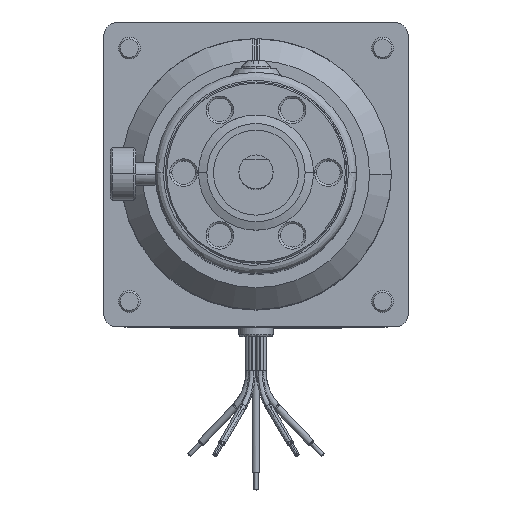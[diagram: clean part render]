
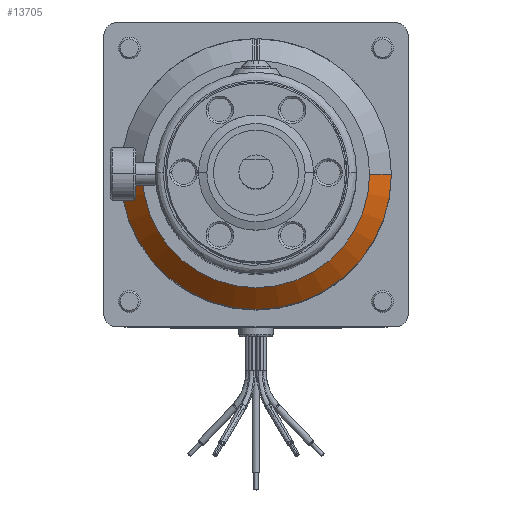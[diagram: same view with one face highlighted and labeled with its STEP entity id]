
A CAD part, top view. The second image highlights one B-rep face of the part: STEP entity #13705.
In plain terms, the highlighted conical face has half-angle 45 degrees and reference radius 25.209 mm.
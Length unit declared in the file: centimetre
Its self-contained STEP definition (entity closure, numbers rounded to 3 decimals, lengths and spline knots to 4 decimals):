
#12075 = AXIS2_PLACEMENT_3D ( 'NONE', #46259, #46260, #46262 ) ;
#12077 = AXIS2_PLACEMENT_3D ( 'NONE', #46268, #46270, #46272 ) ;
#13705 = ADVANCED_FACE ( 'NONE', ( #29656 ), #29672, .T. ) ;
#14811 = ORIENTED_EDGE ( 'NONE', *, *, #91532, .F. ) ;
#15277 = ORIENTED_EDGE ( 'NONE', *, *, #91542, .T. ) ;
#15632 = ORIENTED_EDGE ( 'NONE', *, *, #91543, .T. ) ;
#15761 = ORIENTED_EDGE ( 'NONE', *, *, #91544, .T. ) ;
#20437 = AXIS2_PLACEMENT_3D ( 'NONE', #40806, #40804, #40802 ) ;
#29656 = FACE_OUTER_BOUND ( 'NONE', #53372, .T. ) ;
#29672 = CONICAL_SURFACE ( 'NONE', #20437, 2.521, 0.785 ) ;
#40802 = DIRECTION ( 'NONE',  ( -1., 0., 0. ) ) ;
#40804 = DIRECTION ( 'NONE',  ( 0., 0., -1. ) ) ;
#40806 = CARTESIAN_POINT ( 'NONE',  ( 0., 0., -16.1569 ) ) ;
#42562 = CARTESIAN_POINT ( 'NONE',  ( 2.1145, 0., -15.7505 ) ) ;
#43205 = CARTESIAN_POINT ( 'NONE',  ( -2.1145, 0., -15.7505 ) ) ;
#43417 = CARTESIAN_POINT ( 'NONE',  ( 2.521, 0., -16.1569 ) ) ;
#43484 = CARTESIAN_POINT ( 'NONE',  ( -2.521, 0., -16.1569 ) ) ;
#46145 = DIRECTION ( 'NONE',  ( 0.707, 0., -0.707 ) ) ;
#46188 = CARTESIAN_POINT ( 'NONE',  ( 2.521, 0., -16.1569 ) ) ;
#46253 = DIRECTION ( 'NONE',  ( -0.707, 0., -0.707 ) ) ;
#46258 = CARTESIAN_POINT ( 'NONE',  ( -2.521, 0., -16.1569 ) ) ;
#46259 = CARTESIAN_POINT ( 'NONE',  ( 0., 0., -15.7505 ) ) ;
#46260 = DIRECTION ( 'NONE',  ( 0., 0., -1. ) ) ;
#46262 = DIRECTION ( 'NONE',  ( -1., 0., 0. ) ) ;
#46268 = CARTESIAN_POINT ( 'NONE',  ( 0., 0., -16.1569 ) ) ;
#46270 = DIRECTION ( 'NONE',  ( 0., 0., 1. ) ) ;
#46272 = DIRECTION ( 'NONE',  ( 0., 1., 0. ) ) ;
#46877 = LINE ( 'NONE', #46188, #46896 ) ;
#46896 = VECTOR ( 'NONE', #46145, 100. ) ;
#46904 = CIRCLE ( 'NONE', #12075, 2.1145 ) ;
#46924 = LINE ( 'NONE', #46258, #46934 ) ;
#46932 = CIRCLE ( 'NONE', #12077, 2.521 ) ;
#46934 = VECTOR ( 'NONE', #46253, 100. ) ;
#53372 = EDGE_LOOP ( 'NONE', ( #14811, #15277, #15632, #15761 ) ) ;
#83766 = VERTEX_POINT ( 'NONE', #42562 ) ;
#84539 = VERTEX_POINT ( 'NONE', #43205 ) ;
#84758 = VERTEX_POINT ( 'NONE', #43417 ) ;
#84803 = VERTEX_POINT ( 'NONE', #43484 ) ;
#91532 = EDGE_CURVE ( 'NONE', #83766, #84758, #46877, .T. ) ;
#91542 = EDGE_CURVE ( 'NONE', #83766, #84539, #46904, .T. ) ;
#91543 = EDGE_CURVE ( 'NONE', #84539, #84803, #46924, .T. ) ;
#91544 = EDGE_CURVE ( 'NONE', #84803, #84758, #46932, .T. ) ;
